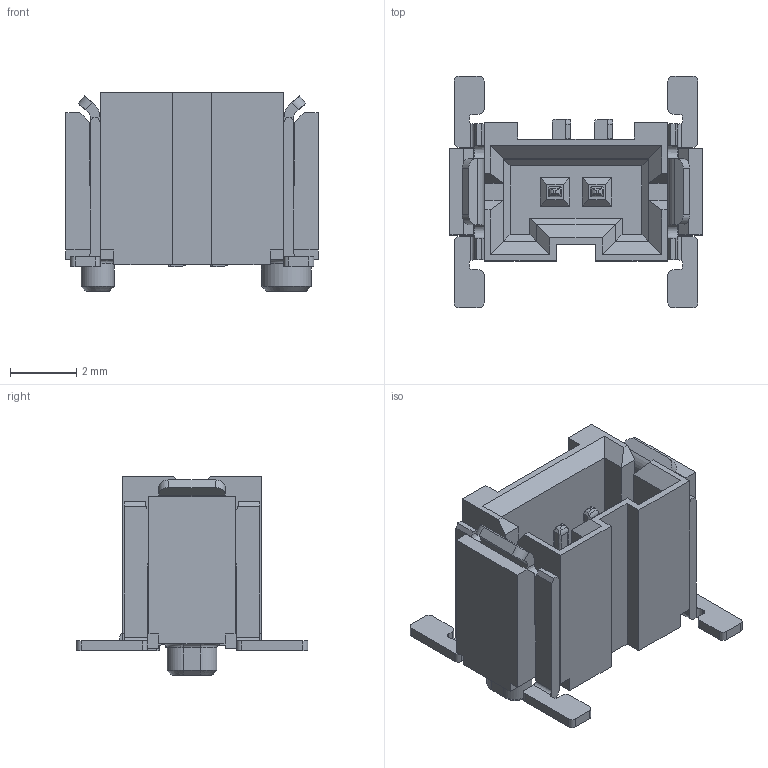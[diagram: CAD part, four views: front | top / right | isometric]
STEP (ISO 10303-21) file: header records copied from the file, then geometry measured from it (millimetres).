
FILE_DESCRIPTION( ('This file contains a STEP AP42 implementation' ,'as created by ZW3D STEP Interface translator.') ,'2;1' );
FILE_NAME( '3916-P002-052MXXWBR1.stp' ,'23 926.104832', (''), ('ZWCAD Software Co.'), 'Version 1.0', 'ZW3D to STEP translator', '' );
FILE_SCHEMA(('AUTOMOTIVE_DESIGN { 1 0 10303 214 1 1 1 1 }'));
Length unit declared in the file: millimetre
Products named in the file (2): 0; 3916-P002-052MXXWBR1
Bounding box: 7.62 x 7 x 6 mm (x, y, z)
Volume: 96.1 mm3; surface area: 390.4 mm2
Topology: 1 solids, 3 shells, 599 faces, 1754 edges, 1142 vertices
Faces by surface type: plane 437, cylinder 95, bspline 64, cone 3
Full cylindrical faces by diameter (mm): 1.5 x1
Entity records: 25055 total; most frequent: CARTESIAN_POINT 9588, ORIENTED_EDGE 3504, DIRECTION 2492, EDGE_CURVE 1752, VERTEX_POINT 1142, VECTOR 1074, LINE 1074, AXIS2_PLACEMENT_3D 709
